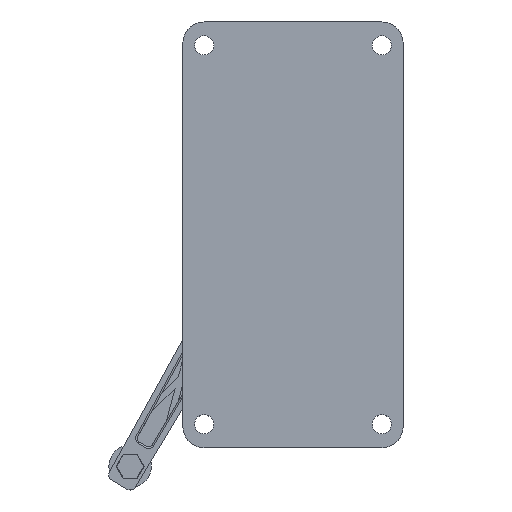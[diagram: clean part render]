
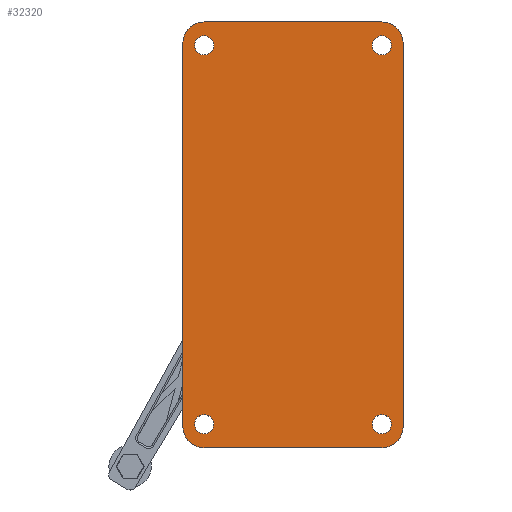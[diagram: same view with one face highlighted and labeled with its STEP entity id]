
A CAD part, top view. The second image highlights one B-rep face of the part: STEP entity #32320.
In plain terms, the highlighted planar face has unit normal (0, 0, 1).
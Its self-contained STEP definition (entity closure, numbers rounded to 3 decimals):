
#30970=CARTESIAN_POINT('',(0.,0.,5.));
#30980=DIRECTION('',(0.,0.,1.));
#30990=DIRECTION('',(1.,0.,0.));
#31000=AXIS2_PLACEMENT_3D('',#30970,#30980,#30990);
#31010=PLANE('',#31000);
#31020=CARTESIAN_POINT('',(93.25,9.5,5.));
#31030=DIRECTION('',(0.,0.,1.));
#31040=DIRECTION('',(1.,0.,0.));
#31050=AXIS2_PLACEMENT_3D('',#31020,#31030,#31040);
#31060=CIRCLE('',#31050,4.5);
#31070=CARTESIAN_POINT('',(97.75,9.5,5.));
#31080=VERTEX_POINT('',#31070);
#31090=CARTESIAN_POINT('',(88.75,9.5,5.));
#31100=VERTEX_POINT('',#31090);
#31110=EDGE_CURVE('',#31080,#31100,#31060,.T.);
#31120=ORIENTED_EDGE('',*,*,#31110,.F.);
#31130=EDGE_CURVE('',#31100,#31080,#31060,.T.);
#31140=ORIENTED_EDGE('',*,*,#31130,.F.);
#31150=EDGE_LOOP('',(#31140,#31120));
#31160=FACE_BOUND('',#31150,.T.);
#31170=CARTESIAN_POINT('',(93.25,187.5,5.));
#31180=DIRECTION('',(0.,0.,1.));
#31190=DIRECTION('',(1.,0.,0.));
#31200=AXIS2_PLACEMENT_3D('',#31170,#31180,#31190);
#31210=CIRCLE('',#31200,4.5);
#31220=CARTESIAN_POINT('',(97.75,187.5,5.));
#31230=VERTEX_POINT('',#31220);
#31240=CARTESIAN_POINT('',(88.75,187.5,5.));
#31250=VERTEX_POINT('',#31240);
#31260=EDGE_CURVE('',#31230,#31250,#31210,.T.);
#31270=ORIENTED_EDGE('',*,*,#31260,.F.);
#31280=EDGE_CURVE('',#31250,#31230,#31210,.T.);
#31290=ORIENTED_EDGE('',*,*,#31280,.F.);
#31300=EDGE_LOOP('',(#31290,#31270));
#31310=FACE_BOUND('',#31300,.T.);
#31320=CARTESIAN_POINT('',(9.75,9.5,5.));
#31330=DIRECTION('',(0.,0.,1.));
#31340=DIRECTION('',(1.,0.,0.));
#31350=AXIS2_PLACEMENT_3D('',#31320,#31330,#31340);
#31360=CIRCLE('',#31350,4.5);
#31370=CARTESIAN_POINT('',(14.25,9.5,5.));
#31380=VERTEX_POINT('',#31370);
#31390=CARTESIAN_POINT('',(5.25,9.5,5.));
#31400=VERTEX_POINT('',#31390);
#31410=EDGE_CURVE('',#31380,#31400,#31360,.T.);
#31420=ORIENTED_EDGE('',*,*,#31410,.F.);
#31430=EDGE_CURVE('',#31400,#31380,#31360,.T.);
#31440=ORIENTED_EDGE('',*,*,#31430,.F.);
#31450=EDGE_LOOP('',(#31440,#31420));
#31460=FACE_BOUND('',#31450,.T.);
#31470=CARTESIAN_POINT('',(9.75,187.5,5.));
#31480=DIRECTION('',(0.,0.,1.));
#31490=DIRECTION('',(1.,0.,0.));
#31500=AXIS2_PLACEMENT_3D('',#31470,#31480,#31490);
#31510=CIRCLE('',#31500,4.5);
#31520=CARTESIAN_POINT('',(14.25,187.5,5.));
#31530=VERTEX_POINT('',#31520);
#31540=CARTESIAN_POINT('',(5.25,187.5,5.));
#31550=VERTEX_POINT('',#31540);
#31560=EDGE_CURVE('',#31530,#31550,#31510,.T.);
#31570=ORIENTED_EDGE('',*,*,#31560,.F.);
#31580=EDGE_CURVE('',#31550,#31530,#31510,.T.);
#31590=ORIENTED_EDGE('',*,*,#31580,.F.);
#31600=EDGE_LOOP('',(#31590,#31570));
#31610=FACE_BOUND('',#31600,.T.);
#31620=CARTESIAN_POINT('',(93.25,8.5,5.));
#31630=DIRECTION('',(0.,0.,1.));
#31640=DIRECTION('',(1.,0.,0.));
#31650=AXIS2_PLACEMENT_3D('',#31620,#31630,#31640);
#31660=CIRCLE('',#31650,10.);
#31670=CARTESIAN_POINT('',(93.25,-1.5,5.));
#31680=VERTEX_POINT('',#31670);
#31690=CARTESIAN_POINT('',(103.25,8.5,5.));
#31700=VERTEX_POINT('',#31690);
#31710=EDGE_CURVE('',#31680,#31700,#31660,.T.);
#31720=ORIENTED_EDGE('',*,*,#31710,.T.);
#31730=CARTESIAN_POINT('',(0.,-1.5,5.));
#31740=DIRECTION('',(1.,0.,0.));
#31750=VECTOR('',#31740,1.);
#31760=LINE('',#31730,#31750);
#31770=CARTESIAN_POINT('',(9.75,-1.5,5.));
#31780=VERTEX_POINT('',#31770);
#31790=EDGE_CURVE('',#31780,#31680,#31760,.T.);
#31800=ORIENTED_EDGE('',*,*,#31790,.T.);
#31810=CARTESIAN_POINT('',(9.75,8.5,5.));
#31820=DIRECTION('',(0.,0.,-1.));
#31830=DIRECTION('',(-1.,0.,0.));
#31840=AXIS2_PLACEMENT_3D('',#31810,#31820,#31830);
#31850=CIRCLE('',#31840,10.);
#31860=CARTESIAN_POINT('',(-0.25,8.5,5.));
#31870=VERTEX_POINT('',#31860);
#31880=EDGE_CURVE('',#31780,#31870,#31850,.T.);
#31890=ORIENTED_EDGE('',*,*,#31880,.F.);
#31900=CARTESIAN_POINT('',(-0.25,0.,5.));
#31910=DIRECTION('',(0.,-1.,0.));
#31920=VECTOR('',#31910,1.);
#31930=LINE('',#31900,#31920);
#31940=CARTESIAN_POINT('',(-0.25,188.5,5.));
#31950=VERTEX_POINT('',#31940);
#31960=EDGE_CURVE('',#31950,#31870,#31930,.T.);
#31970=ORIENTED_EDGE('',*,*,#31960,.T.);
#31980=CARTESIAN_POINT('',(9.75,188.5,5.));
#31990=DIRECTION('',(0.,0.,1.));
#32000=DIRECTION('',(1.,0.,0.));
#32010=AXIS2_PLACEMENT_3D('',#31980,#31990,#32000);
#32020=CIRCLE('',#32010,10.);
#32030=CARTESIAN_POINT('',(9.75,198.5,5.));
#32040=VERTEX_POINT('',#32030);
#32050=EDGE_CURVE('',#32040,#31950,#32020,.T.);
#32060=ORIENTED_EDGE('',*,*,#32050,.T.);
#32070=CARTESIAN_POINT('',(0.,198.5,5.));
#32080=DIRECTION('',(-1.,0.,0.));
#32090=VECTOR('',#32080,1.);
#32100=LINE('',#32070,#32090);
#32110=CARTESIAN_POINT('',(93.25,198.5,5.));
#32120=VERTEX_POINT('',#32110);
#32130=EDGE_CURVE('',#32120,#32040,#32100,.T.);
#32140=ORIENTED_EDGE('',*,*,#32130,.T.);
#32150=CARTESIAN_POINT('',(93.25,188.5,5.));
#32160=DIRECTION('',(0.,0.,-1.));
#32170=DIRECTION('',(-1.,0.,0.));
#32180=AXIS2_PLACEMENT_3D('',#32150,#32160,#32170);
#32190=CIRCLE('',#32180,10.);
#32200=CARTESIAN_POINT('',(103.25,188.5,5.));
#32210=VERTEX_POINT('',#32200);
#32220=EDGE_CURVE('',#32120,#32210,#32190,.T.);
#32230=ORIENTED_EDGE('',*,*,#32220,.F.);
#32240=CARTESIAN_POINT('',(103.25,0.,5.));
#32250=DIRECTION('',(0.,1.,0.));
#32260=VECTOR('',#32250,1.);
#32270=LINE('',#32240,#32260);
#32280=EDGE_CURVE('',#31700,#32210,#32270,.T.);
#32290=ORIENTED_EDGE('',*,*,#32280,.T.);
#32300=EDGE_LOOP('',(#32290,#32230,#32140,#32060,#31970,#31890,#31800,
#31720));
#32310=FACE_OUTER_BOUND('',#32300,.T.);
#32320=ADVANCED_FACE('',(#31160,#31310,#31460,#31610,#32310),#31010,.T.)
;
